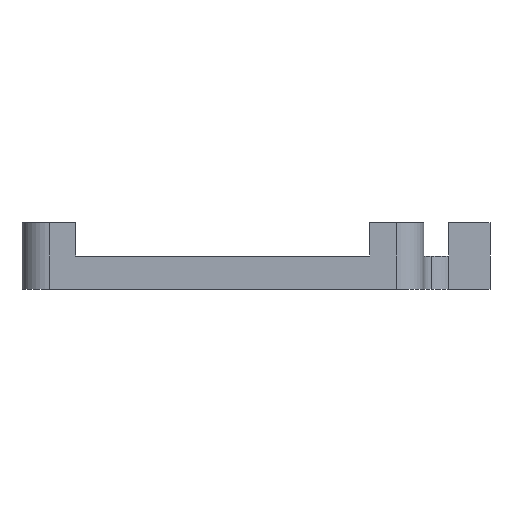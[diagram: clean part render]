
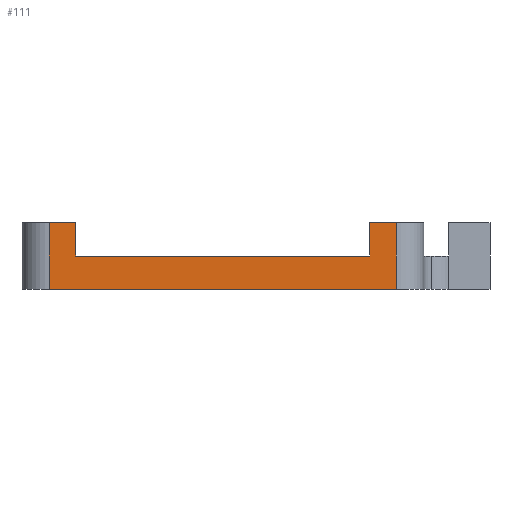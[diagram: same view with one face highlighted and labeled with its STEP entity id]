
A CAD part, left-side view. The second image highlights one B-rep face of the part: STEP entity #111.
In plain terms, the highlighted planar face has unit normal (-1, 0, 0).
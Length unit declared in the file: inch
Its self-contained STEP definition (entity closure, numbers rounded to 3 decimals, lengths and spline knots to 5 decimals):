
#111=ADVANCED_FACE('',(#286),#287,.F.);
#286=FACE_OUTER_BOUND('',#522,.T.);
#287=PLANE('',#523);
#522=EDGE_LOOP('',(#816,#817,#818,#819,#820,#821,#822,#823));
#523=AXIS2_PLACEMENT_3D('',#824,#825,#826);
#816=ORIENTED_EDGE('',*,*,#1443,.F.);
#817=ORIENTED_EDGE('',*,*,#1444,.F.);
#818=ORIENTED_EDGE('',*,*,#1445,.F.);
#819=ORIENTED_EDGE('',*,*,#1429,.T.);
#820=ORIENTED_EDGE('',*,*,#1390,.T.);
#821=ORIENTED_EDGE('',*,*,#1446,.T.);
#822=ORIENTED_EDGE('',*,*,#1447,.F.);
#823=ORIENTED_EDGE('',*,*,#1448,.T.);
#824=CARTESIAN_POINT('',(-0.95472,0.95472,1.49606));
#825=DIRECTION('',(1.0,0.0,-0.0));
#826=DIRECTION('',(0.0,0.,1.0));
#1390=EDGE_CURVE('',#1664,#1662,#1665,.T.);
#1429=EDGE_CURVE('',#1733,#1664,#1734,.T.);
#1443=EDGE_CURVE('',#1757,#1758,#1759,.T.);
#1444=EDGE_CURVE('',#1760,#1757,#1761,.T.);
#1445=EDGE_CURVE('',#1733,#1760,#1762,.T.);
#1446=EDGE_CURVE('',#1662,#1763,#1764,.T.);
#1447=EDGE_CURVE('',#1765,#1763,#1766,.T.);
#1448=EDGE_CURVE('',#1765,#1758,#1767,.T.);
#1662=VERTEX_POINT('',#2046);
#1664=VERTEX_POINT('',#2048);
#1665=LINE('',#2049,#2050);
#1733=VERTEX_POINT('',#2129);
#1734=LINE('',#2130,#2131);
#1757=VERTEX_POINT('',#2159);
#1758=VERTEX_POINT('',#2160);
#1759=LINE('',#2161,#2162);
#1760=VERTEX_POINT('',#2163);
#1761=LINE('',#2164,#2165);
#1762=LINE('',#2166,#2167);
#1763=VERTEX_POINT('',#2168);
#1764=LINE('',#2169,#2170);
#1765=VERTEX_POINT('',#2171);
#1766=LINE('',#2172,#2173);
#1767=LINE('',#2174,#2175);
#2046=CARTESIAN_POINT('',(-0.95472,-0.8248,1.33858));
#2048=CARTESIAN_POINT('',(-0.95472,0.8248,1.33858));
#2049=CARTESIAN_POINT('',(-0.95472,0.95472,1.33858));
#2050=VECTOR('',#2532,39.37008);
#2129=CARTESIAN_POINT('',(-0.95472,0.8248,1.65354));
#2130=CARTESIAN_POINT('',(-0.95472,0.8248,1.49606));
#2131=VECTOR('',#2610,39.37008);
#2159=CARTESIAN_POINT('',(-0.95472,0.69882,1.49606));
#2160=CARTESIAN_POINT('',(-0.95472,-0.69882,1.49606));
#2161=CARTESIAN_POINT('',(-0.95472,0.95472,1.49606));
#2162=VECTOR('',#2631,39.37008);
#2163=CARTESIAN_POINT('',(-0.95472,0.69882,1.65354));
#2164=CARTESIAN_POINT('',(-0.95472,0.69882,2.33041));
#2165=VECTOR('',#2632,39.37008);
#2166=CARTESIAN_POINT('',(-0.95472,0.8248,1.65354));
#2167=VECTOR('',#2633,39.37008);
#2168=CARTESIAN_POINT('',(-0.95472,-0.8248,1.65354));
#2169=CARTESIAN_POINT('',(-0.95472,-0.8248,1.49606));
#2170=VECTOR('',#2634,39.37008);
#2171=CARTESIAN_POINT('',(-0.95472,-0.69882,1.65354));
#2172=CARTESIAN_POINT('',(-0.95472,-0.69882,1.65354));
#2173=VECTOR('',#2635,39.37008);
#2174=CARTESIAN_POINT('',(-0.95472,-0.69882,2.33041));
#2175=VECTOR('',#2636,39.37008);
#2532=DIRECTION('',(0.0,-1.0,0.));
#2610=DIRECTION('',(0.0,0.,-1.0));
#2631=DIRECTION('',(0.0,-1.0,0.));
#2632=DIRECTION('',(-0.0,0.,-1.0));
#2633=DIRECTION('',(0.,-1.0,0.));
#2634=DIRECTION('',(0.0,0.,1.0));
#2635=DIRECTION('',(0.0,-1.0,0.));
#2636=DIRECTION('',(-0.0,0.,-1.0));
